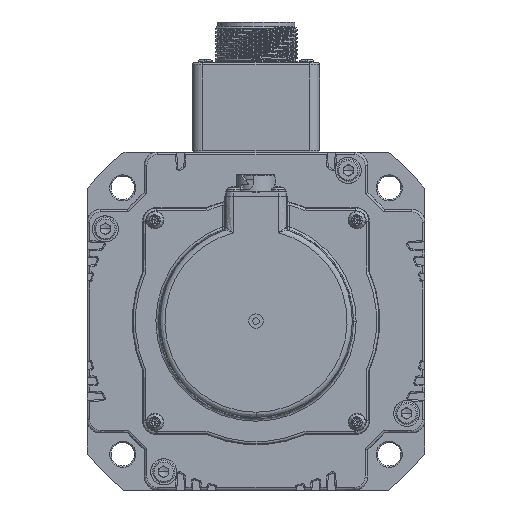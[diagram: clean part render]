
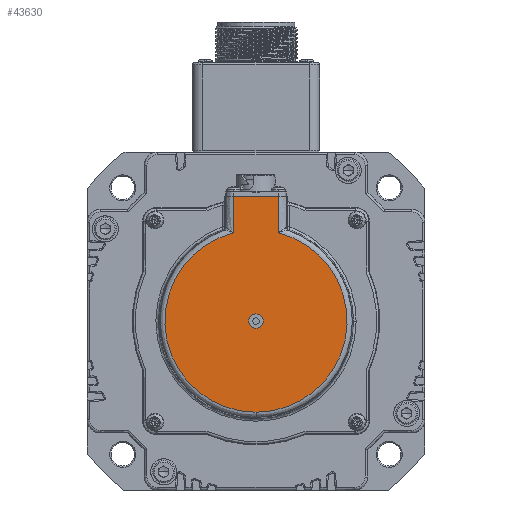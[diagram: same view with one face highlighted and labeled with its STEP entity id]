
A CAD part, front view. The second image highlights one B-rep face of the part: STEP entity #43630.
In plain terms, the highlighted planar face has unit normal (0, -1, 0).
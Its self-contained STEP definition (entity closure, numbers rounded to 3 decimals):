
#42307=CARTESIAN_POINT('',(-8.617,-261.5,-31.02));
#42308=VERTEX_POINT('',#42307);
#42437=CARTESIAN_POINT('',(8.617,-261.5,-31.02));
#42438=VERTEX_POINT('',#42437);
#42461=CARTESIAN_POINT('',(0.,-261.5,-100.056));
#42462=VERTEX_POINT('',#42461);
#42463=CARTESIAN_POINT('',(0.,-261.5,-65.));
#42464=DIRECTION('',(0.246,0.,0.969));
#42465=DIRECTION('',(0.,1.,0.));
#42466=AXIS2_PLACEMENT_3D('',#42463,#42465,#42464);
#42467=CIRCLE('',#42466,35.056);
#42468=EDGE_CURVE('',#42438,#42462,#42467,.T.);
#42534=CARTESIAN_POINT('',(0.,-261.5,-65.));
#42535=DIRECTION('',(0.,0.,-1.));
#42536=DIRECTION('',(0.,1.,0.));
#42537=AXIS2_PLACEMENT_3D('',#42534,#42536,#42535);
#42538=CIRCLE('',#42537,35.056);
#42539=EDGE_CURVE('',#42462,#42308,#42538,.T.);
#42551=CARTESIAN_POINT('',(0.,-261.5,-62.25));
#42552=VERTEX_POINT('',#42551);
#42559=CARTESIAN_POINT('',(0.,-261.5,-65.));
#42560=DIRECTION('',(0.,0.,1.));
#42561=DIRECTION('',(0.,-1.,0.));
#42562=AXIS2_PLACEMENT_3D('',#42559,#42561,#42560);
#42563=CIRCLE('',#42562,2.75);
#42564=EDGE_CURVE('',#42552,#42552,#42563,.T.);
#43577=CARTESIAN_POINT('',(-8.617,-261.5,-17.));
#43578=VERTEX_POINT('',#43577);
#43579=CARTESIAN_POINT('',(-8.617,-261.5,-31.02));
#43580=DIRECTION('',(0.,0.,1.));
#43581=VECTOR('',#43580,14.02);
#43582=LINE('',#43579,#43581);
#43583=EDGE_CURVE('',#42308,#43578,#43582,.T.);
#43603=CARTESIAN_POINT('',(0.,-261.5,-65.));
#43604=DIRECTION('',(0.,0.,-1.));
#43605=DIRECTION('',(0.,-1.,0.));
#43606=AXIS2_PLACEMENT_3D('',#43603,#43605,#43604);
#43607=PLANE('',#43606);
#43608=ORIENTED_EDGE('',*,*,#42539,.F.);
#43609=ORIENTED_EDGE('',*,*,#42468,.F.);
#43610=CARTESIAN_POINT('',(8.617,-261.5,-17.));
#43611=VERTEX_POINT('',#43610);
#43612=CARTESIAN_POINT('',(8.617,-261.5,-31.02));
#43613=DIRECTION('',(0.,0.,1.));
#43614=VECTOR('',#43613,14.02);
#43615=LINE('',#43612,#43614);
#43616=EDGE_CURVE('',#42438,#43611,#43615,.T.);
#43617=ORIENTED_EDGE('',*,*,#43616,.T.);
#43618=CARTESIAN_POINT('',(8.617,-261.5,-17.));
#43619=DIRECTION('',(-1.,0.,0.));
#43620=VECTOR('',#43619,17.234);
#43621=LINE('',#43618,#43620);
#43622=EDGE_CURVE('',#43611,#43578,#43621,.T.);
#43623=ORIENTED_EDGE('',*,*,#43622,.T.);
#43624=ORIENTED_EDGE('',*,*,#43583,.F.);
#43625=EDGE_LOOP('',(#43608,#43609,#43617,#43623,#43624));
#43626=FACE_OUTER_BOUND('',#43625,.T.);
#43627=ORIENTED_EDGE('',*,*,#42564,.F.);
#43628=EDGE_LOOP('',(#43627));
#43629=FACE_BOUND('',#43628,.T.);
#43630=ADVANCED_FACE('',(#43626,#43629),#43607,.T.);
